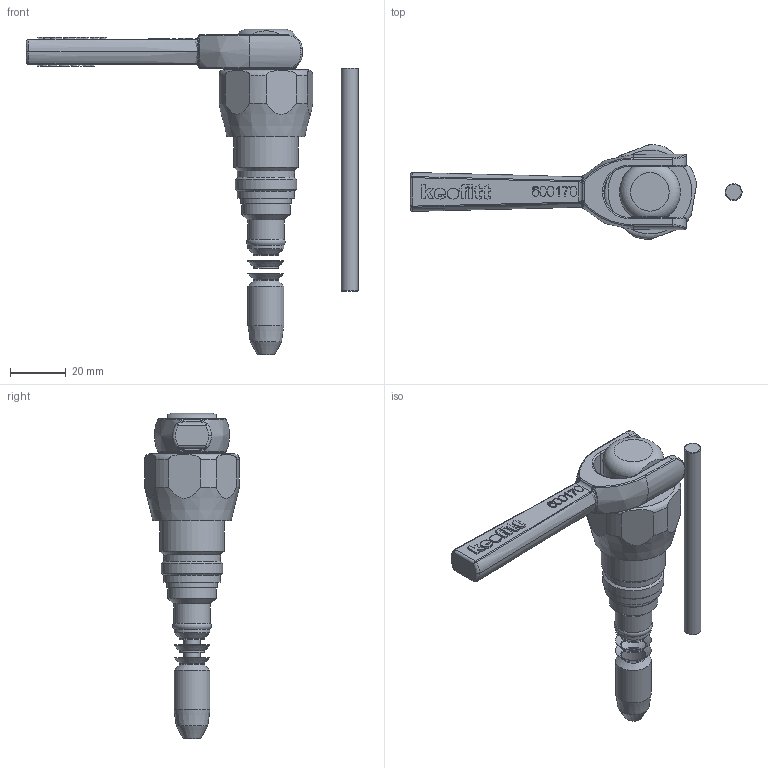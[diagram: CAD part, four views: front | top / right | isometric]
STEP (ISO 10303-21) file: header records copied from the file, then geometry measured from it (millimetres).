
FILE_DESCRIPTION(/* description */ (''),/* implementation_level */ '2;1');
FILE_NAME(/* name */ '315543.stp',/* time_stamp */ '2024-02-01T09:05:51+01:00',/* author */ ('mbs'),/* organization */ (''),/* preprocessor_version */ 'ST-DEVELOPER v18.1',/* originating_system */ 'Autodesk Inventor 2022',/* authorisation */ '');
FILE_SCHEMA (('AUTOMOTIVE_DESIGN { 1 0 10303 214 3 1 1 }'));
Length unit declared in the file: millimetre
Products named in the file (1): 315543
Bounding box: 119 x 34 x 116.6 mm (x, y, z)
Volume: 52570.1 mm3; surface area: 15806.1 mm2
Topology: 2 solids, 2 shells, 494 faces, 1272 edges, 800 vertices
Faces by surface type: plane 208, bspline 161, cylinder 66, torus 31, cone 24, sphere 4
Full cylindrical faces by diameter (mm): 6 x3, 10 x1, 12.9 x4, 13.2 x1, 17.5 x1, 18 x1, 20.5 x2, 22 x1, 23 x1
Entity records: 17233 total; most frequent: CARTESIAN_POINT 5732, ORIENTED_EDGE 2520, DIRECTION 1818, EDGE_CURVE 1260, VERTEX_POINT 799, LINE 676, VECTOR 676, AXIS2_PLACEMENT_3D 571
